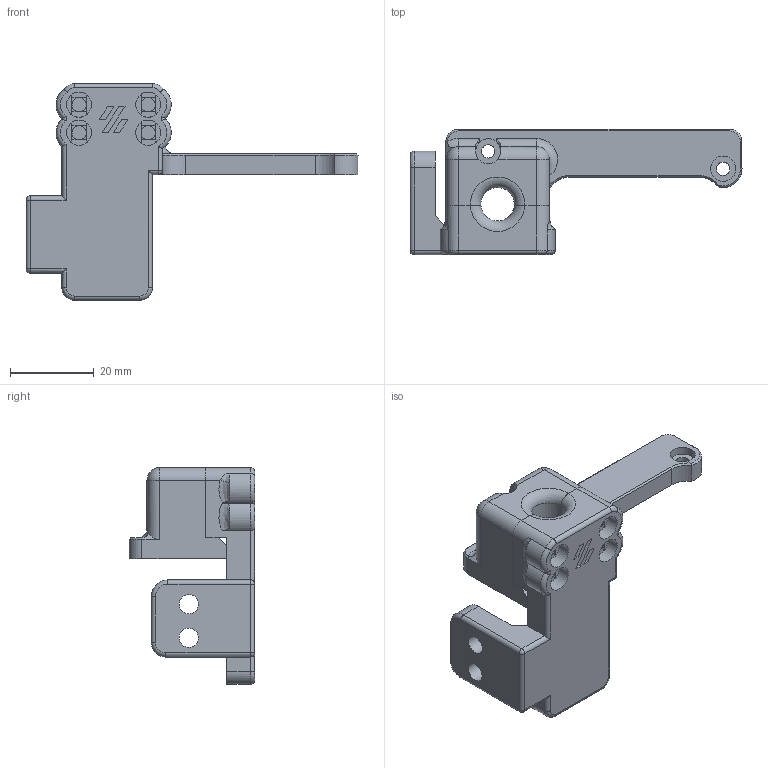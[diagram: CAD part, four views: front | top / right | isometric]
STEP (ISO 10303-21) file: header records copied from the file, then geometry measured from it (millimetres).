
FILE_DESCRIPTION(/* description */ ('','CAx-IF Rec.Pracs.---Representation and Presentation of Product Manufacturing Information (PMI)---4.0---2014-10-13'),/* implementation_level */ '2;1');
FILE_NAME(/* name */ 'Rear_Doom_Cable_Cover.step',/* time_stamp */ '2025-02-08T11:07:41-05:00',/* author */ (''),/* organization */ (''),/* preprocessor_version */ 'ST-DEVELOPER v20',/* originating_system */ 'Autodesk Translation Framework v13.20.0.188',/* authorisation */ '');
FILE_SCHEMA (('AP242_MANAGED_MODEL_BASED_3D_ENGINEERING_MIM_LF { 1 0 10303 442 1 1 4 }'));
Length unit declared in the file: millimetre
Products named in the file (1): Rear_Umbilical
Bounding box: 79.24 x 29.93 x 51.7 mm (x, y, z)
Volume: 21154.8 mm3; surface area: 10402.3 mm2
Topology: 2 solids, 2 shells, 213 faces, 560 edges, 352 vertices
Faces by surface type: plane 119, cylinder 64, torus 14, bspline 6, sphere 5, cone 5
Full cylindrical faces by diameter (mm): 3.2 x2, 3.4 x4, 4.6 x2, 4.7 x4, 6 x6
Entity records: 7233 total; most frequent: CARTESIAN_POINT 1891, DIRECTION 1110, ORIENTED_EDGE 1106, EDGE_CURVE 553, AXIS2_PLACEMENT_3D 388, VERTEX_POINT 352, LINE 334, VECTOR 334
